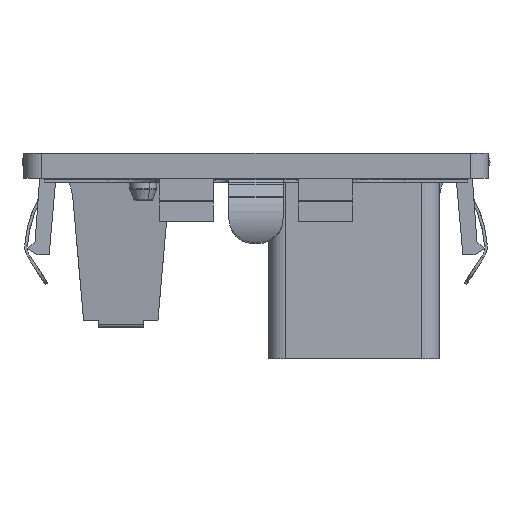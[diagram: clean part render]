
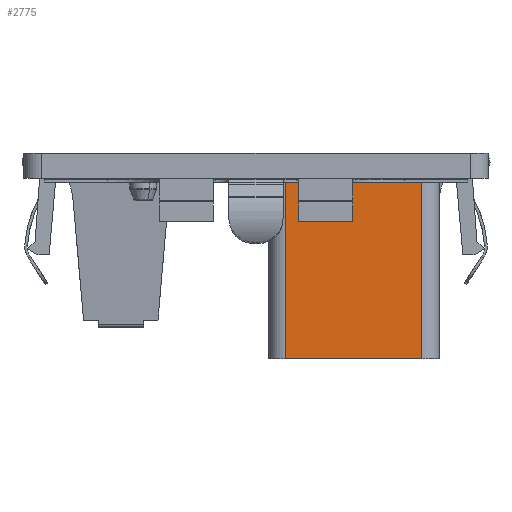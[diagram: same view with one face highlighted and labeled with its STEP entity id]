
A CAD part, front view. The second image highlights one B-rep face of the part: STEP entity #2775.
In plain terms, the highlighted planar face has unit normal (0, -1, 0).
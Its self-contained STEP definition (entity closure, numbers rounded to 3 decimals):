
#2755=AXIS2_PLACEMENT_3D('Plane Axis2P3D',#2752,#2753,#2754) ;
#693=CARTESIAN_POINT('Vertex',(29.25,59.75,20.)) ;
#696=CARTESIAN_POINT('Line Origine',(36.8,59.75,20.)) ;
#700=CARTESIAN_POINT('Vertex',(44.35,59.75,20.)) ;
#2733=CARTESIAN_POINT('Line Origine',(44.35,59.75,10.)) ;
#2737=CARTESIAN_POINT('Vertex',(44.35,59.75,0.)) ;
#2752=CARTESIAN_POINT('Axis2P3D Location',(44.35,59.75,20.)) ;
#2757=CARTESIAN_POINT('Line Origine',(29.25,59.75,10.)) ;
#2761=CARTESIAN_POINT('Vertex',(29.25,59.75,0.)) ;
#2764=CARTESIAN_POINT('Line Origine',(36.8,59.75,0.)) ;
#697=DIRECTION('Vector Direction',(-1.,0.,0.)) ;
#2734=DIRECTION('Vector Direction',(0.,0.,-1.)) ;
#2753=DIRECTION('Axis2P3D Direction',(-0.,-1.,-0.)) ;
#2754=DIRECTION('Axis2P3D XDirection',(-1.,0.,0.)) ;
#2758=DIRECTION('Vector Direction',(0.,0.,-1.)) ;
#2765=DIRECTION('Vector Direction',(-1.,0.,0.)) ;
#698=VECTOR('Line Direction',#697,1.) ;
#2735=VECTOR('Line Direction',#2734,1.) ;
#2759=VECTOR('Line Direction',#2758,1.) ;
#2766=VECTOR('Line Direction',#2765,1.) ;
#2770=ORIENTED_EDGE('',*,*,#2739,.F.) ;
#2771=ORIENTED_EDGE('',*,*,#702,.T.) ;
#2772=ORIENTED_EDGE('',*,*,#2763,.T.) ;
#2773=ORIENTED_EDGE('',*,*,#2768,.F.) ;
#2775=ADVANCED_FACE('57226_IE-FC-SP-1ST_1D9_1D25.1\\57218 AFPL PWB 2ST FC.1\\ZUSAMMENBAU',(#2774),#2756,.T.) ;
#702=EDGE_CURVE('',#701,#694,#699,.T.) ;
#2739=EDGE_CURVE('',#701,#2738,#2736,.T.) ;
#2763=EDGE_CURVE('',#694,#2762,#2760,.T.) ;
#2768=EDGE_CURVE('',#2738,#2762,#2767,.T.) ;
#2769=EDGE_LOOP('',(#2770,#2771,#2772,#2773)) ;
#2774=FACE_OUTER_BOUND('',#2769,.T.) ;
#699=LINE('Line',#696,#698) ;
#2736=LINE('Line',#2733,#2735) ;
#2760=LINE('Line',#2757,#2759) ;
#2767=LINE('Line',#2764,#2766) ;
#2756=PLANE('',#2755) ;
#694=VERTEX_POINT('',#693) ;
#701=VERTEX_POINT('',#700) ;
#2738=VERTEX_POINT('',#2737) ;
#2762=VERTEX_POINT('',#2761) ;
